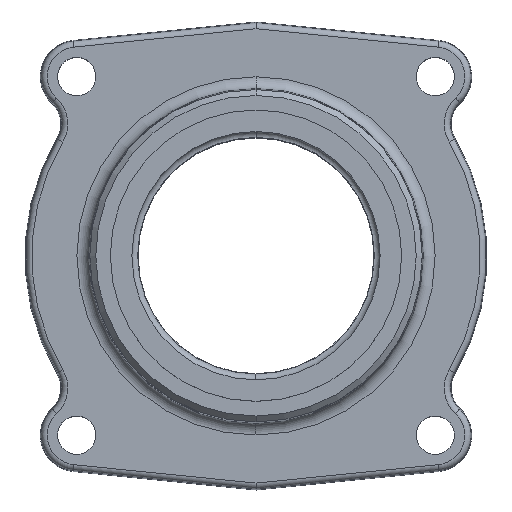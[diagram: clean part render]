
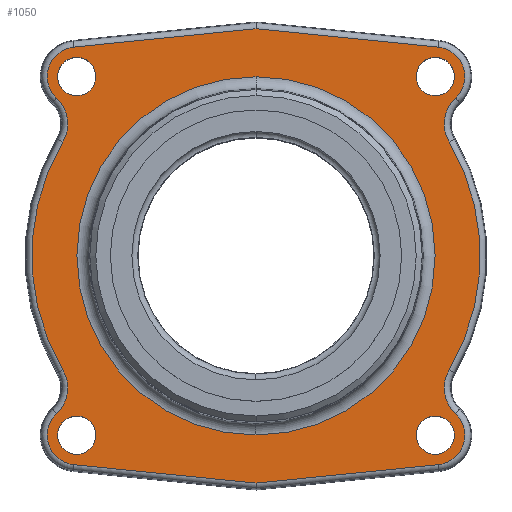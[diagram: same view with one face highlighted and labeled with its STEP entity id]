
A CAD part, top view. The second image highlights one B-rep face of the part: STEP entity #1050.
In plain terms, the highlighted planar face has unit normal (0, 0, 1).
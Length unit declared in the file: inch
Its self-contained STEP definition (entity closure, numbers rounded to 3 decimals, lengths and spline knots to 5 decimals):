
#1=DIRECTION('',(0.995,0.1,0.));
#2=VECTOR('',#1,1.94157);
#3=CARTESIAN_POINT('',(0.,-2.40702,0.6875));
#4=LINE('',#3,#2);
#5=DIRECTION('',(0.995,-0.1,0.));
#6=VECTOR('',#5,1.94157);
#7=CARTESIAN_POINT('',(-1.93179,-2.21235,0.6875));
#8=LINE('',#7,#6);
#9=CARTESIAN_POINT('',(-1.90035,-1.90035,0.6875));
#10=DIRECTION('',(0.,0.,1.));
#11=DIRECTION('',(-0.682,0.732,0.));
#12=AXIS2_PLACEMENT_3D('',#9,#10,#11);
#14=CARTESIAN_POINT('',(-2.36933,-1.39696,0.6875));
#15=DIRECTION('',(0.,0.,-1.));
#16=DIRECTION('',(0.861,0.508,0.));
#17=AXIS2_PLACEMENT_3D('',#14,#15,#16);
#19=CARTESIAN_POINT('',(0.,0.,0.6875));
#20=DIRECTION('',(0.,0.,1.));
#21=DIRECTION('',(-0.861,0.508,0.));
#22=AXIS2_PLACEMENT_3D('',#19,#20,#21);
#24=CARTESIAN_POINT('',(-2.36933,1.39696,0.6875));
#25=DIRECTION('',(0.,0.,-1.));
#26=DIRECTION('',(0.682,0.732,0.));
#27=AXIS2_PLACEMENT_3D('',#24,#25,#26);
#29=CARTESIAN_POINT('',(-1.90035,1.90035,0.6875));
#30=DIRECTION('',(0.,0.,1.));
#31=DIRECTION('',(-0.1,0.995,0.));
#32=AXIS2_PLACEMENT_3D('',#29,#30,#31);
#34=DIRECTION('',(-0.995,-0.1,0.));
#35=VECTOR('',#34,1.94157);
#36=CARTESIAN_POINT('',(0.,2.40702,0.6875));
#37=LINE('',#36,#35);
#38=DIRECTION('',(-0.995,0.1,0.));
#39=VECTOR('',#38,1.94157);
#40=CARTESIAN_POINT('',(1.93179,2.21235,0.6875));
#41=LINE('',#40,#39);
#42=CARTESIAN_POINT('',(1.90035,1.90035,0.6875));
#43=DIRECTION('',(0.,0.,1.));
#44=DIRECTION('',(0.682,-0.732,0.));
#45=AXIS2_PLACEMENT_3D('',#42,#43,#44);
#47=CARTESIAN_POINT('',(2.36933,1.39696,0.6875));
#48=DIRECTION('',(0.,0.,-1.));
#49=DIRECTION('',(-0.861,-0.508,0.));
#50=AXIS2_PLACEMENT_3D('',#47,#48,#49);
#52=CARTESIAN_POINT('',(0.,0.,0.6875));
#53=DIRECTION('',(0.,0.,1.));
#54=DIRECTION('',(0.861,-0.508,0.));
#55=AXIS2_PLACEMENT_3D('',#52,#53,#54);
#57=CARTESIAN_POINT('',(2.36933,-1.39696,0.6875));
#58=DIRECTION('',(0.,0.,-1.));
#59=DIRECTION('',(-0.682,-0.732,0.));
#60=AXIS2_PLACEMENT_3D('',#57,#58,#59);
#62=CARTESIAN_POINT('',(1.90035,-1.90035,0.6875));
#63=DIRECTION('',(0.,0.,1.));
#64=DIRECTION('',(0.1,-0.995,0.));
#65=AXIS2_PLACEMENT_3D('',#62,#63,#64);
#67=CARTESIAN_POINT('',(1.90035,1.90035,0.6875));
#68=DIRECTION('',(0.,0.,1.));
#69=DIRECTION('',(1.,0.,0.));
#70=AXIS2_PLACEMENT_3D('',#67,#68,#69);
#72=CARTESIAN_POINT('',(1.90035,1.90035,0.6875));
#73=DIRECTION('',(0.,0.,1.));
#74=DIRECTION('',(-1.,0.,0.));
#75=AXIS2_PLACEMENT_3D('',#72,#73,#74);
#77=CARTESIAN_POINT('',(1.90035,-1.90035,0.6875));
#78=DIRECTION('',(0.,0.,1.));
#79=DIRECTION('',(1.,0.,0.));
#80=AXIS2_PLACEMENT_3D('',#77,#78,#79);
#82=CARTESIAN_POINT('',(1.90035,-1.90035,0.6875));
#83=DIRECTION('',(0.,0.,1.));
#84=DIRECTION('',(-1.,0.,0.));
#85=AXIS2_PLACEMENT_3D('',#82,#83,#84);
#87=CARTESIAN_POINT('',(-1.90035,-1.90035,0.6875));
#88=DIRECTION('',(0.,0.,1.));
#89=DIRECTION('',(1.,0.,0.));
#90=AXIS2_PLACEMENT_3D('',#87,#88,#89);
#92=CARTESIAN_POINT('',(-1.90035,-1.90035,0.6875));
#93=DIRECTION('',(0.,0.,1.));
#94=DIRECTION('',(-1.,0.,0.));
#95=AXIS2_PLACEMENT_3D('',#92,#93,#94);
#97=CARTESIAN_POINT('',(-1.90035,1.90035,0.6875));
#98=DIRECTION('',(0.,0.,1.));
#99=DIRECTION('',(1.,0.,0.));
#100=AXIS2_PLACEMENT_3D('',#97,#98,#99);
#102=CARTESIAN_POINT('',(-1.90035,1.90035,0.6875));
#103=DIRECTION('',(0.,0.,1.));
#104=DIRECTION('',(-1.,0.,0.));
#105=AXIS2_PLACEMENT_3D('',#102,#103,#104);
#107=CARTESIAN_POINT('',(0.,0.,0.6875));
#108=DIRECTION('',(0.,0.,1.));
#109=DIRECTION('',(0.,1.,0.));
#110=AXIS2_PLACEMENT_3D('',#107,#108,#109);
#122=CARTESIAN_POINT('',(0.,0.,0.6875));
#123=DIRECTION('',(0.,0.,1.));
#124=DIRECTION('',(0.,-1.,0.));
#125=AXIS2_PLACEMENT_3D('',#122,#123,#124);
#789=CARTESIAN_POINT('',(0.,1.89793,0.6875));
#790=CARTESIAN_POINT('',(0.,-1.89793,0.6875));
#791=VERTEX_POINT('',#789);
#792=VERTEX_POINT('',#790);
#801=CARTESIAN_POINT('',(0.,-2.40702,0.6875));
#802=CARTESIAN_POINT('',(1.93179,-2.21235,0.6875));
#803=VERTEX_POINT('',#801);
#804=VERTEX_POINT('',#802);
#807=CARTESIAN_POINT('',(-1.93179,-2.21235,0.6875));
#808=VERTEX_POINT('',#807);
#811=CARTESIAN_POINT('',(-2.11411,-1.67091,
0.6875));
#812=VERTEX_POINT('',#811);
#813=CARTESIAN_POINT('',(-2.0468,-1.2068,
0.6875));
#814=VERTEX_POINT('',#813);
#817=CARTESIAN_POINT('',(-2.0468,1.2068,0.6875));
#818=VERTEX_POINT('',#817);
#821=CARTESIAN_POINT('',(-2.11411,1.67091,0.6875));
#822=VERTEX_POINT('',#821);
#825=CARTESIAN_POINT('',(-1.93179,2.21235,0.6875));
#826=VERTEX_POINT('',#825);
#831=CARTESIAN_POINT('',(0.,2.40702,0.6875));
#832=VERTEX_POINT('',#831);
#835=CARTESIAN_POINT('',(1.93179,2.21235,0.6875));
#836=VERTEX_POINT('',#835);
#837=CARTESIAN_POINT('',(2.11411,-1.67091,0.6875));
#838=VERTEX_POINT('',#837);
#841=CARTESIAN_POINT('',(2.0468,-1.2068,0.6875));
#842=VERTEX_POINT('',#841);
#845=CARTESIAN_POINT('',(2.0468,1.2068,0.6875));
#846=VERTEX_POINT('',#845);
#849=CARTESIAN_POINT('',(2.11411,1.67091,0.6875));
#850=VERTEX_POINT('',#849);
#909=CARTESIAN_POINT('',(2.10335,1.90035,0.6875));
#910=CARTESIAN_POINT('',(1.69735,1.90035,0.6875));
#911=VERTEX_POINT('',#909);
#912=VERTEX_POINT('',#910);
#913=CARTESIAN_POINT('',(2.10335,-1.90035,0.6875));
#914=CARTESIAN_POINT('',(1.69735,-1.90035,0.6875));
#915=VERTEX_POINT('',#913);
#916=VERTEX_POINT('',#914);
#917=CARTESIAN_POINT('',(-1.69735,-1.90035,0.6875));
#918=CARTESIAN_POINT('',(-2.10335,-1.90035,0.6875));
#919=VERTEX_POINT('',#917);
#920=VERTEX_POINT('',#918);
#921=CARTESIAN_POINT('',(-1.69735,1.90035,0.6875));
#922=CARTESIAN_POINT('',(-2.10335,1.90035,0.6875));
#923=VERTEX_POINT('',#921);
#924=VERTEX_POINT('',#922);
#985=CARTESIAN_POINT('',(0.,0.,0.6875));
#986=DIRECTION('',(0.,0.,1.));
#987=DIRECTION('',(1.,0.,0.));
#988=AXIS2_PLACEMENT_3D('',#985,#986,#987);
#989=PLANE('',#988);
#991=ORIENTED_EDGE('',*,*,#990,.F.);
#993=ORIENTED_EDGE('',*,*,#992,.F.);
#995=ORIENTED_EDGE('',*,*,#994,.F.);
#997=ORIENTED_EDGE('',*,*,#996,.F.);
#999=ORIENTED_EDGE('',*,*,#998,.F.);
#1001=ORIENTED_EDGE('',*,*,#1000,.F.);
#1003=ORIENTED_EDGE('',*,*,#1002,.F.);
#1005=ORIENTED_EDGE('',*,*,#1004,.F.);
#1007=ORIENTED_EDGE('',*,*,#1006,.F.);
#1009=ORIENTED_EDGE('',*,*,#1008,.F.);
#1011=ORIENTED_EDGE('',*,*,#1010,.F.);
#1013=ORIENTED_EDGE('',*,*,#1012,.F.);
#1015=ORIENTED_EDGE('',*,*,#1014,.F.);
#1017=ORIENTED_EDGE('',*,*,#1016,.F.);
#1018=EDGE_LOOP('',(#991,#993,#995,#997,#999,#1001,#1003,#1005,#1007,#1009,
#1011,#1013,#1015,#1017));
#1019=FACE_OUTER_BOUND('',#1018,.F.);
#1021=ORIENTED_EDGE('',*,*,#1020,.T.);
#1023=ORIENTED_EDGE('',*,*,#1022,.T.);
#1024=EDGE_LOOP('',(#1021,#1023));
#1025=FACE_BOUND('',#1024,.F.);
#1027=ORIENTED_EDGE('',*,*,#1026,.T.);
#1029=ORIENTED_EDGE('',*,*,#1028,.T.);
#1030=EDGE_LOOP('',(#1027,#1029));
#1031=FACE_BOUND('',#1030,.F.);
#1033=ORIENTED_EDGE('',*,*,#1032,.T.);
#1035=ORIENTED_EDGE('',*,*,#1034,.T.);
#1036=EDGE_LOOP('',(#1033,#1035));
#1037=FACE_BOUND('',#1036,.F.);
#1039=ORIENTED_EDGE('',*,*,#1038,.T.);
#1041=ORIENTED_EDGE('',*,*,#1040,.T.);
#1042=EDGE_LOOP('',(#1039,#1041));
#1043=FACE_BOUND('',#1042,.F.);
#1045=ORIENTED_EDGE('',*,*,#1044,.T.);
#1047=ORIENTED_EDGE('',*,*,#1046,.T.);
#1048=EDGE_LOOP('',(#1045,#1047));
#1049=FACE_BOUND('',#1048,.F.);
#1050=ADVANCED_FACE('',(#1019,#1025,#1031,#1037,#1043,#1049),#989,.T.);
#13=CIRCLE('',#12,0.31358);
#18=CIRCLE('',#17,0.37442);
#23=CIRCLE('',#22,2.37608);
#28=CIRCLE('',#27,0.37442);
#33=CIRCLE('',#32,0.31358);
#46=CIRCLE('',#45,0.31358);
#51=CIRCLE('',#50,0.37442);
#56=CIRCLE('',#55,2.37608);
#61=CIRCLE('',#60,0.37442);
#66=CIRCLE('',#65,0.31358);
#71=CIRCLE('',#70,0.203);
#76=CIRCLE('',#75,0.203);
#81=CIRCLE('',#80,0.203);
#86=CIRCLE('',#85,0.203);
#91=CIRCLE('',#90,0.203);
#96=CIRCLE('',#95,0.203);
#101=CIRCLE('',#100,0.203);
#106=CIRCLE('',#105,0.203);
#111=CIRCLE('',#110,1.89793);
#126=CIRCLE('',#125,1.89793);
#990=EDGE_CURVE('',#803,#804,#4,.T.);
#992=EDGE_CURVE('',#808,#803,#8,.T.);
#994=EDGE_CURVE('',#812,#808,#13,.T.);
#996=EDGE_CURVE('',#814,#812,#18,.T.);
#998=EDGE_CURVE('',#818,#814,#23,.T.);
#1000=EDGE_CURVE('',#822,#818,#28,.T.);
#1002=EDGE_CURVE('',#826,#822,#33,.T.);
#1004=EDGE_CURVE('',#832,#826,#37,.T.);
#1006=EDGE_CURVE('',#836,#832,#41,.T.);
#1008=EDGE_CURVE('',#850,#836,#46,.T.);
#1010=EDGE_CURVE('',#846,#850,#51,.T.);
#1012=EDGE_CURVE('',#842,#846,#56,.T.);
#1014=EDGE_CURVE('',#838,#842,#61,.T.);
#1016=EDGE_CURVE('',#804,#838,#66,.T.);
#1020=EDGE_CURVE('',#791,#792,#111,.T.);
#1022=EDGE_CURVE('',#792,#791,#126,.T.);
#1026=EDGE_CURVE('',#911,#912,#71,.T.);
#1028=EDGE_CURVE('',#912,#911,#76,.T.);
#1032=EDGE_CURVE('',#915,#916,#81,.T.);
#1034=EDGE_CURVE('',#916,#915,#86,.T.);
#1038=EDGE_CURVE('',#919,#920,#91,.T.);
#1040=EDGE_CURVE('',#920,#919,#96,.T.);
#1044=EDGE_CURVE('',#923,#924,#101,.T.);
#1046=EDGE_CURVE('',#924,#923,#106,.T.);
